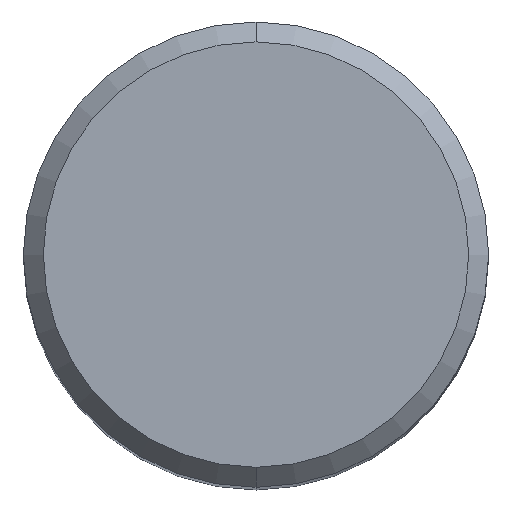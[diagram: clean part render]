
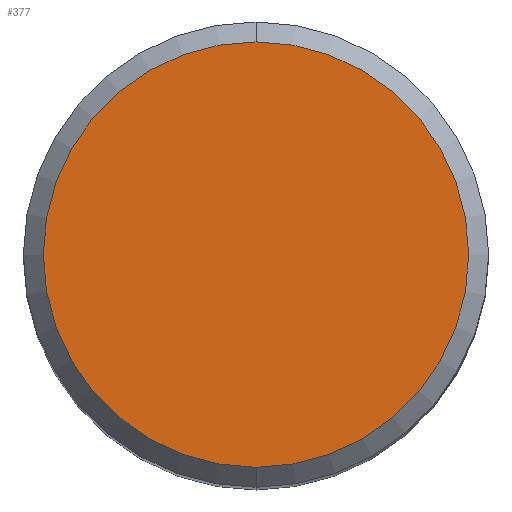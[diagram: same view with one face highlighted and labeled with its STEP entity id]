
A CAD part, top view. The second image highlights one B-rep face of the part: STEP entity #377.
In plain terms, the highlighted planar face has unit normal (0, 0, 1).
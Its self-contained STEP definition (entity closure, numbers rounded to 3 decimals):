
#195=EDGE_CURVE('',#381,#249,#495,.T.);
#249=VERTEX_POINT('',#554);
#377=ADVANCED_FACE('',(#693),#694,.T.);
#381=VERTEX_POINT('',#698);
#405=EDGE_CURVE('',#249,#381,#726,.T.);
#495=CIRCLE('',#859,6.4);
#554=CARTESIAN_POINT('',(0.,-6.4,0.0));
#693=FACE_OUTER_BOUND('',#1278,.T.);
#694=PLANE('',#1279);
#698=CARTESIAN_POINT('',(0.0,6.4,0.0));
#726=CIRCLE('',#1345,6.4);
#859=AXIS2_PLACEMENT_3D('',#1490,#1491,#1492);
#1278=EDGE_LOOP('',(#1690,#1691));
#1279=AXIS2_PLACEMENT_3D('',#1692,#1693,#1694);
#1345=AXIS2_PLACEMENT_3D('',#1741,#1742,#1743);
#1490=CARTESIAN_POINT('',(0.0,0.0,0.0));
#1491=DIRECTION('',(0.0,0.0,-1.0));
#1492=DIRECTION('',(0.0,1.0,0.0));
#1690=ORIENTED_EDGE('',*,*,#195,.F.);
#1691=ORIENTED_EDGE('',*,*,#405,.F.);
#1692=CARTESIAN_POINT('',(0.0,3.2,0.0));
#1693=DIRECTION('',(-0.0,0.0,1.0));
#1694=DIRECTION('',(0.0,-1.0,0.0));
#1741=CARTESIAN_POINT('',(0.0,0.0,0.0));
#1742=DIRECTION('',(0.0,0.0,-1.0));
#1743=DIRECTION('',(0.0,1.0,0.0));
